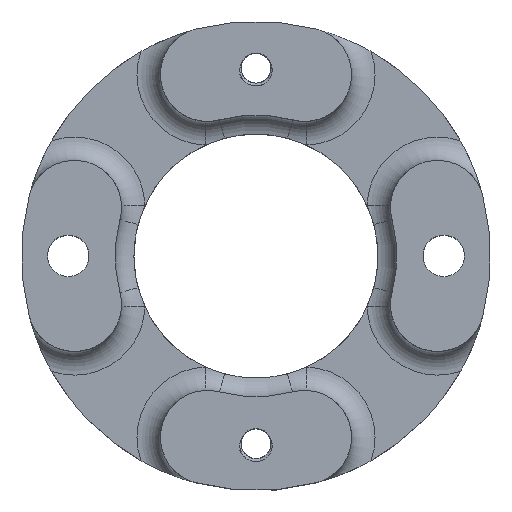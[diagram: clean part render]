
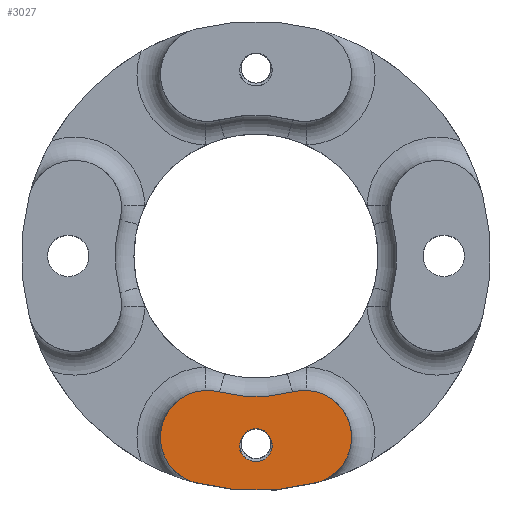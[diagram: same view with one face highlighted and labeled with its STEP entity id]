
A CAD part, top view. The second image highlights one B-rep face of the part: STEP entity #3027.
In plain terms, the highlighted planar face has unit normal (0, 0, 1).
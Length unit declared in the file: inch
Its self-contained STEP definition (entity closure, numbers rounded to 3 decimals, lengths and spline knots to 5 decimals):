
#16=FACE_BOUND('',#380,.T.);
#32=PLANE('',#3282);
#213=FACE_OUTER_BOUND('',#379,.T.);
#379=EDGE_LOOP('',(#2650,#2651,#2652,#2653));
#380=EDGE_LOOP('',(#2654,#2655,#2656,#2657));
#398=CIRCLE('',#3081,0.08);
#400=CIRCLE('',#3111,0.095);
#435=CIRCLE('',#3216,0.25);
#436=CIRCLE('',#3218,0.75);
#437=CIRCLE('',#3220,0.25);
#476=CIRCLE('',#3283,1.25);
#733=B_SPLINE_CURVE_WITH_KNOTS('',3,(#10747,#10748,#10749,#10750,#10751,
#10752,#10753,#10754,#10755,#10756,#10757,#10758,#10759,#10760,#10761,#10762,
#10763,#10764,#10765,#10766,#10767,#10768,#10769,#10770,#10771,#10772,#10773,
#10774,#10775,#10776,#10777,#10778,#10779,#10780,#10781,#10782,#10783),
 .UNSPECIFIED.,.F.,.F.,(4,3,3,3,3,3,3,3,3,3,3,3,4),(0.,0.05799,
0.08733,0.10661,0.16173,0.18025,
0.19979,0.23197,0.25893,0.28054,
0.324,0.3451,0.39059),.UNSPECIFIED.);
#736=B_SPLINE_CURVE_WITH_KNOTS('',3,(#11570,#11571,#11572,#11573,#11574,
#11575,#11576,#11577,#11578,#11579,#11580,#11581,#11582,#11583,#11584,#11585,
#11586,#11587,#11588,#11589,#11590,#11591,#11592,#11593,#11594,#11595,#11596,
#11597,#11598,#11599,#11600,#11601,#11602,#11603,#11604,#11605,#11606),
 .UNSPECIFIED.,.F.,.F.,(4,3,3,3,3,3,3,3,3,3,3,3,4),(0.,0.04943,
0.07378,0.09295,0.13257,0.15769,
0.17701,0.21529,0.24306,0.26486,
0.30727,0.33528,0.38919),.UNSPECIFIED.);
#1065=VERTEX_POINT('',#5292);
#1066=VERTEX_POINT('',#5297);
#1125=VERTEX_POINT('',#6651);
#1126=VERTEX_POINT('',#6660);
#1274=VERTEX_POINT('',#8154);
#1275=VERTEX_POINT('',#8156);
#1276=VERTEX_POINT('',#8160);
#1277=VERTEX_POINT('',#8164);
#1402=EDGE_CURVE('',#1066,#1065,#398,.T.);
#1488=EDGE_CURVE('',#1126,#1125,#400,.T.);
#1702=EDGE_CURVE('',#1275,#1274,#435,.T.);
#1705=EDGE_CURVE('',#1274,#1276,#436,.T.);
#1707=EDGE_CURVE('',#1276,#1277,#437,.T.);
#1774=EDGE_CURVE('',#1125,#1066,#733,.T.);
#1777=EDGE_CURVE('',#1065,#1126,#736,.T.);
#1780=EDGE_CURVE('',#1277,#1275,#476,.T.);
#2650=ORIENTED_EDGE('',*,*,#1707,.T.);
#2651=ORIENTED_EDGE('',*,*,#1780,.T.);
#2652=ORIENTED_EDGE('',*,*,#1702,.T.);
#2653=ORIENTED_EDGE('',*,*,#1705,.T.);
#2654=ORIENTED_EDGE('',*,*,#1777,.T.);
#2655=ORIENTED_EDGE('',*,*,#1488,.T.);
#2656=ORIENTED_EDGE('',*,*,#1774,.T.);
#2657=ORIENTED_EDGE('',*,*,#1402,.T.);
#3027=ADVANCED_FACE('',(#213,#16),#32,.T.);
#3081=AXIS2_PLACEMENT_3D('',#5298,#3391,#3392);
#3111=AXIS2_PLACEMENT_3D('',#6661,#3479,#3480);
#3216=AXIS2_PLACEMENT_3D('',#8157,#3749,#3750);
#3218=AXIS2_PLACEMENT_3D('',#8162,#3755,#3756);
#3220=AXIS2_PLACEMENT_3D('',#8166,#3760,#3761);
#3282=AXIS2_PLACEMENT_3D('',#11666,#3894,#3895);
#3283=AXIS2_PLACEMENT_3D('',#11667,#3896,#3897);
#3391=DIRECTION('center_axis',(0.,0.,-1.));
#3392=DIRECTION('ref_axis',(-1.,0.,0.));
#3479=DIRECTION('center_axis',(0.,0.,-1.));
#3480=DIRECTION('ref_axis',(-1.,0.,0.));
#3749=DIRECTION('center_axis',(0.,0.,1.));
#3750=DIRECTION('ref_axis',(0.259,-0.966,0.));
#3755=DIRECTION('center_axis',(0.,0.,-1.));
#3756=DIRECTION('ref_axis',(-0.259,-0.966,0.));
#3760=DIRECTION('center_axis',(0.,0.,1.));
#3761=DIRECTION('ref_axis',(0.259,0.966,0.));
#3894=DIRECTION('center_axis',(0.,0.,1.));
#3895=DIRECTION('ref_axis',(1.,0.,0.));
#3896=DIRECTION('center_axis',(0.,0.,1.));
#3897=DIRECTION('ref_axis',(-0.259,-0.966,0.));
#5292=CARTESIAN_POINT('',(0.06225,-0.94975,0.875));
#5297=CARTESIAN_POINT('',(-0.06219,-0.94971,0.875));
#5298=CARTESIAN_POINT('Origin',(0.,-1.,0.875));
#6651=CARTESIAN_POINT('',(-0.04626,-1.08297,0.875));
#6660=CARTESIAN_POINT('',(0.04618,-1.08299,0.875));
#6661=CARTESIAN_POINT('Origin',(0.,-1.,0.875));
#8154=CARTESIAN_POINT('',(0.19411,-0.72444,0.875));
#8156=CARTESIAN_POINT('',(0.32352,-1.20741,0.875));
#8157=CARTESIAN_POINT('Origin',(0.25882,-0.96593,0.875));
#8160=CARTESIAN_POINT('',(-0.19411,-0.72444,0.875));
#8162=CARTESIAN_POINT('Origin',(0.,0.,0.875));
#8164=CARTESIAN_POINT('',(-0.32352,-1.20741,0.875));
#8166=CARTESIAN_POINT('Origin',(-0.25882,-0.96593,0.875));
#10747=CARTESIAN_POINT('Ctrl Pts',(-0.04626,-1.08297,
0.875));
#10748=CARTESIAN_POINT('Ctrl Pts',(-0.05255,-1.07868,
0.875));
#10749=CARTESIAN_POINT('Ctrl Pts',(-0.05823,-1.07361,
0.875));
#10750=CARTESIAN_POINT('Ctrl Pts',(-0.06324,-1.06792,
0.875));
#10751=CARTESIAN_POINT('Ctrl Pts',(-0.06577,-1.06504,
0.875));
#10752=CARTESIAN_POINT('Ctrl Pts',(-0.06814,-1.062,
0.875));
#10753=CARTESIAN_POINT('Ctrl Pts',(-0.07031,-1.05882,
0.875));
#10754=CARTESIAN_POINT('Ctrl Pts',(-0.07174,-1.05673,
0.875));
#10755=CARTESIAN_POINT('Ctrl Pts',(-0.07308,-1.05458,
0.875));
#10756=CARTESIAN_POINT('Ctrl Pts',(-0.07434,-1.05239,
0.875));
#10757=CARTESIAN_POINT('Ctrl Pts',(-0.07793,-1.04612,
0.875));
#10758=CARTESIAN_POINT('Ctrl Pts',(-0.08079,-1.03948,
0.875));
#10759=CARTESIAN_POINT('Ctrl Pts',(-0.08283,-1.03259,
0.875));
#10760=CARTESIAN_POINT('Ctrl Pts',(-0.08352,-1.03028,
0.875));
#10761=CARTESIAN_POINT('Ctrl Pts',(-0.08411,-1.02793,
0.875));
#10762=CARTESIAN_POINT('Ctrl Pts',(-0.08461,-1.02557,
0.875));
#10763=CARTESIAN_POINT('Ctrl Pts',(-0.08513,-1.02307,
0.875));
#10764=CARTESIAN_POINT('Ctrl Pts',(-0.08554,-1.02056,
0.875));
#10765=CARTESIAN_POINT('Ctrl Pts',(-0.08584,-1.01805,
0.875));
#10766=CARTESIAN_POINT('Ctrl Pts',(-0.08633,-1.0139,
0.875));
#10767=CARTESIAN_POINT('Ctrl Pts',(-0.08651,-1.00973,
0.875));
#10768=CARTESIAN_POINT('Ctrl Pts',(-0.08636,-1.00556,
0.875));
#10769=CARTESIAN_POINT('Ctrl Pts',(-0.08623,-1.00207,
0.875));
#10770=CARTESIAN_POINT('Ctrl Pts',(-0.08587,-0.99858,
0.875));
#10771=CARTESIAN_POINT('Ctrl Pts',(-0.08528,-0.99511,
0.875));
#10772=CARTESIAN_POINT('Ctrl Pts',(-0.08482,-0.99234,
0.875));
#10773=CARTESIAN_POINT('Ctrl Pts',(-0.0842,-0.98957,
0.875));
#10774=CARTESIAN_POINT('Ctrl Pts',(-0.08345,-0.98685,
0.875));
#10775=CARTESIAN_POINT('Ctrl Pts',(-0.08195,-0.98137,
0.875));
#10776=CARTESIAN_POINT('Ctrl Pts',(-0.07989,-0.97604,
0.875));
#10777=CARTESIAN_POINT('Ctrl Pts',(-0.07732,-0.97094,
0.875));
#10778=CARTESIAN_POINT('Ctrl Pts',(-0.07608,-0.96847,
0.875));
#10779=CARTESIAN_POINT('Ctrl Pts',(-0.07471,-0.96605,
0.875));
#10780=CARTESIAN_POINT('Ctrl Pts',(-0.07324,-0.96371,
0.875));
#10781=CARTESIAN_POINT('Ctrl Pts',(-0.07006,-0.95866,
0.875));
#10782=CARTESIAN_POINT('Ctrl Pts',(-0.06636,-0.95396,
0.875));
#10783=CARTESIAN_POINT('Ctrl Pts',(-0.06219,-0.94971,
0.875));
#11570=CARTESIAN_POINT('Ctrl Pts',(0.06225,-0.94975,
0.875));
#11571=CARTESIAN_POINT('Ctrl Pts',(0.06684,-0.95434,
0.875));
#11572=CARTESIAN_POINT('Ctrl Pts',(0.07079,-0.95948,
0.875));
#11573=CARTESIAN_POINT('Ctrl Pts',(0.07411,-0.96503,
0.875));
#11574=CARTESIAN_POINT('Ctrl Pts',(0.07574,-0.96776,
0.875));
#11575=CARTESIAN_POINT('Ctrl Pts',(0.07721,-0.97059,
0.875));
#11576=CARTESIAN_POINT('Ctrl Pts',(0.07853,-0.9735,
0.875));
#11577=CARTESIAN_POINT('Ctrl Pts',(0.07956,-0.9758,
0.875));
#11578=CARTESIAN_POINT('Ctrl Pts',(0.0805,-0.97814,
0.875));
#11579=CARTESIAN_POINT('Ctrl Pts',(0.08133,-0.98052,
0.875));
#11580=CARTESIAN_POINT('Ctrl Pts',(0.08305,-0.98543,
0.875));
#11581=CARTESIAN_POINT('Ctrl Pts',(0.08433,-0.99048,
0.875));
#11582=CARTESIAN_POINT('Ctrl Pts',(0.08516,-0.9956,
0.875));
#11583=CARTESIAN_POINT('Ctrl Pts',(0.08568,-0.99885,
0.875));
#11584=CARTESIAN_POINT('Ctrl Pts',(0.08602,-1.00212,
0.875));
#11585=CARTESIAN_POINT('Ctrl Pts',(0.08618,-1.00541,
0.875));
#11586=CARTESIAN_POINT('Ctrl Pts',(0.0863,-1.00794,
0.875));
#11587=CARTESIAN_POINT('Ctrl Pts',(0.08631,-1.01048,
0.875));
#11588=CARTESIAN_POINT('Ctrl Pts',(0.08621,-1.013,
0.875));
#11589=CARTESIAN_POINT('Ctrl Pts',(0.086,-1.018,
0.875));
#11590=CARTESIAN_POINT('Ctrl Pts',(0.08536,-1.02295,
0.875));
#11591=CARTESIAN_POINT('Ctrl Pts',(0.08427,-1.02781,
0.875));
#11592=CARTESIAN_POINT('Ctrl Pts',(0.08347,-1.03134,
0.875));
#11593=CARTESIAN_POINT('Ctrl Pts',(0.08244,-1.03481,
0.875));
#11594=CARTESIAN_POINT('Ctrl Pts',(0.08118,-1.03822,
0.875));
#11595=CARTESIAN_POINT('Ctrl Pts',(0.0802,-1.04089,
0.875));
#11596=CARTESIAN_POINT('Ctrl Pts',(0.07908,-1.04353,
0.875));
#11597=CARTESIAN_POINT('Ctrl Pts',(0.07784,-1.0461,
0.875));
#11598=CARTESIAN_POINT('Ctrl Pts',(0.07542,-1.0511,
0.875));
#11599=CARTESIAN_POINT('Ctrl Pts',(0.07253,-1.05589,
0.875));
#11600=CARTESIAN_POINT('Ctrl Pts',(0.06924,-1.06041,
0.875));
#11601=CARTESIAN_POINT('Ctrl Pts',(0.06707,-1.06339,
0.875));
#11602=CARTESIAN_POINT('Ctrl Pts',(0.06471,-1.06626,
0.875));
#11603=CARTESIAN_POINT('Ctrl Pts',(0.06221,-1.06898,
0.875));
#11604=CARTESIAN_POINT('Ctrl Pts',(0.05739,-1.07422,
0.875));
#11605=CARTESIAN_POINT('Ctrl Pts',(0.05201,-1.07892,
0.875));
#11606=CARTESIAN_POINT('Ctrl Pts',(0.04618,-1.08299,
0.875));
#11666=CARTESIAN_POINT('Origin',(0.,-0.98296,
0.875));
#11667=CARTESIAN_POINT('Origin',(0.,0.,0.875));
